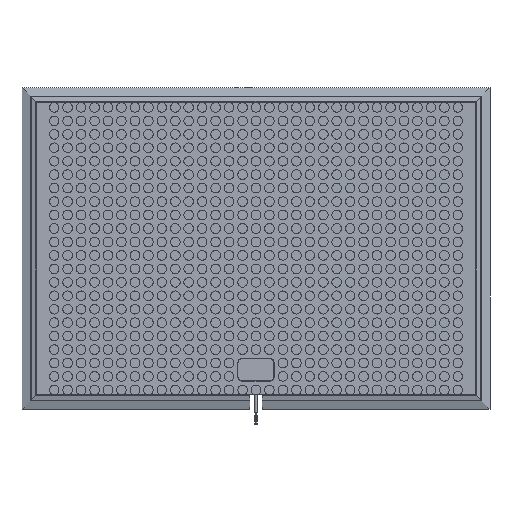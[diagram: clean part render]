
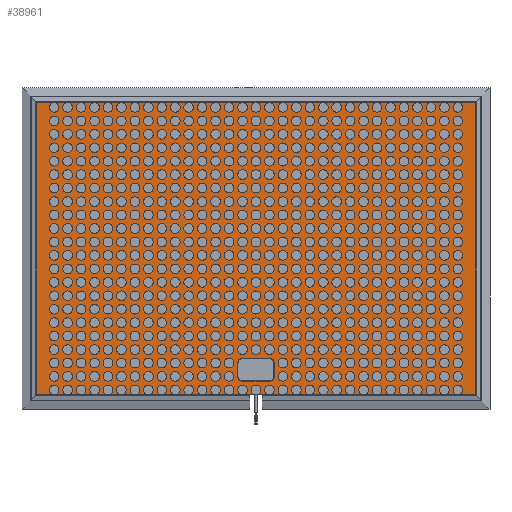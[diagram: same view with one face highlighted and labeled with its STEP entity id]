
A CAD part, front view. The second image highlights one B-rep face of the part: STEP entity #38961.
In plain terms, the highlighted face is planar.
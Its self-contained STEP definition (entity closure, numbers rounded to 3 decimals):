
#7 = CARTESIAN_POINT ( 'NONE',  ( -38., 12., -266.5 ) ) ;
#1499 = ORIENTED_EDGE ( 'NONE', *, *, #33723, .T. ) ;
#1633 = LINE ( 'NONE', #2053, #47476 ) ;
#2053 = CARTESIAN_POINT ( 'NONE',  ( -28., 12., -276.5 ) ) ;
#2688 = VERTEX_POINT ( 'NONE', #65114 ) ;
#4731 = DIRECTION ( 'NONE',  ( 0., -1., 0. ) ) ;
#6105 = AXIS2_PLACEMENT_3D ( 'NONE', #10596, #4731, #71402 ) ;
#6527 = LINE ( 'NONE', #43609, #31216 ) ;
#6663 = EDGE_CURVE ( 'NONE', #62290, #25995, #8310, .T. ) ;
#7767 = CIRCLE ( 'NONE', #26623, 10. ) ;
#7807 = EDGE_LOOP ( 'NONE', ( #17193, #55066, #56574, #19128, #67046, #40462, #60843, #74388 ) ) ;
#7992 = VECTOR ( 'NONE', #39918, 1000. ) ;
#8310 = LINE ( 'NONE', #32436, #39426 ) ;
#10596 = CARTESIAN_POINT ( 'NONE',  ( 0., 12., 0. ) ) ;
#11264 = EDGE_CURVE ( 'NONE', #66316, #34668, #47007, .T. ) ;
#11488 = CARTESIAN_POINT ( 'NONE',  ( -28., 12., -238.5 ) ) ;
#12346 = CIRCLE ( 'NONE', #62835, 10. ) ;
#14048 = VECTOR ( 'NONE', #42114, 1000. ) ;
#14138 = CARTESIAN_POINT ( 'NONE',  ( 28., 12., -266.5 ) ) ;
#14247 = CARTESIAN_POINT ( 'NONE',  ( -38., 12., -238.5 ) ) ;
#15026 = CARTESIAN_POINT ( 'NONE',  ( 28., 12., -276.5 ) ) ;
#15197 = VECTOR ( 'NONE', #46919, 1000. ) ;
#17193 = ORIENTED_EDGE ( 'NONE', *, *, #24864, .F. ) ;
#17477 = EDGE_CURVE ( 'NONE', #2688, #52126, #7767, .T. ) ;
#18027 = LINE ( 'NONE', #36611, #14048 ) ;
#18807 = EDGE_CURVE ( 'NONE', #37287, #2688, #44262, .T. ) ;
#19128 = ORIENTED_EDGE ( 'NONE', *, *, #48824, .F. ) ;
#21594 = EDGE_CURVE ( 'NONE', #74002, #37287, #57582, .T. ) ;
#22200 = EDGE_CURVE ( 'NONE', #25995, #40795, #6527, .T. ) ;
#22441 = LINE ( 'NONE', #46520, #15197 ) ;
#24864 = EDGE_CURVE ( 'NONE', #25675, #74002, #1633, .T. ) ;
#25675 = VERTEX_POINT ( 'NONE', #15026 ) ;
#25995 = VERTEX_POINT ( 'NONE', #74210 ) ;
#26036 = VERTEX_POINT ( 'NONE', #27959 ) ;
#26367 = DIRECTION ( 'NONE',  ( 0., 0., -1. ) ) ;
#26623 = AXIS2_PLACEMENT_3D ( 'NONE', #11488, #35216, #40709 ) ;
#27095 = EDGE_CURVE ( 'NONE', #52126, #49728, #18027, .T. ) ;
#27959 = CARTESIAN_POINT ( 'NONE',  ( 457., 12., 304.5 ) ) ;
#28983 = CARTESIAN_POINT ( 'NONE',  ( -28., 12., -228.5 ) ) ;
#29257 = CARTESIAN_POINT ( 'NONE',  ( -28., 12., -276.5 ) ) ;
#30781 = DIRECTION ( 'NONE',  ( 0., 0., 1. ) ) ;
#31115 = AXIS2_PLACEMENT_3D ( 'NONE', #75263, #63436, #51930 ) ;
#31166 = DIRECTION ( 'NONE',  ( 0., 1., 0. ) ) ;
#31216 = VECTOR ( 'NONE', #31418, 1000. ) ;
#31418 = DIRECTION ( 'NONE',  ( 0., 0., 1. ) ) ;
#31507 = CARTESIAN_POINT ( 'NONE',  ( -457., 12., 304.5 ) ) ;
#32436 = CARTESIAN_POINT ( 'NONE',  ( -457., 12., -304.5 ) ) ;
#33723 = EDGE_CURVE ( 'NONE', #26036, #62290, #61568, .T. ) ;
#34668 = VERTEX_POINT ( 'NONE', #73884 ) ;
#35216 = DIRECTION ( 'NONE',  ( 0., 1., 0. ) ) ;
#36533 = CARTESIAN_POINT ( 'NONE',  ( 38., 12., -238.5 ) ) ;
#36611 = CARTESIAN_POINT ( 'NONE',  ( -28., 12., -228.5 ) ) ;
#37287 = VERTEX_POINT ( 'NONE', #7 ) ;
#38061 = EDGE_LOOP ( 'NONE', ( #1499, #72861, #40501, #61914 ) ) ;
#38161 = CIRCLE ( 'NONE', #62139, 10. ) ;
#38961 = ADVANCED_FACE ( 'NONE', ( #58851, #64732 ), #47322, .F. ) ;
#39426 = VECTOR ( 'NONE', #50519, 1000. ) ;
#39918 = DIRECTION ( 'NONE',  ( 0., 0., -1. ) ) ;
#40462 = ORIENTED_EDGE ( 'NONE', *, *, #17477, .F. ) ;
#40501 = ORIENTED_EDGE ( 'NONE', *, *, #22200, .T. ) ;
#40709 = DIRECTION ( 'NONE',  ( 0., 0., -1. ) ) ;
#40795 = VERTEX_POINT ( 'NONE', #31507 ) ;
#42114 = DIRECTION ( 'NONE',  ( 1., 0., 0. ) ) ;
#43609 = CARTESIAN_POINT ( 'NONE',  ( -457., 12., 304.5 ) ) ;
#44262 = LINE ( 'NONE', #14247, #54736 ) ;
#44829 = EDGE_CURVE ( 'NONE', #34668, #25675, #12346, .T. ) ;
#45405 = DIRECTION ( 'NONE',  ( 0., 0., 1. ) ) ;
#46520 = CARTESIAN_POINT ( 'NONE',  ( -457., 12., 304.5 ) ) ;
#46919 = DIRECTION ( 'NONE',  ( 1., 0., 0. ) ) ;
#47007 = LINE ( 'NONE', #75846, #7992 ) ;
#47322 = PLANE ( 'NONE',  #6105 ) ;
#47476 = VECTOR ( 'NONE', #68330, 1000. ) ;
#47677 = EDGE_CURVE ( 'NONE', #40795, #26036, #22441, .T. ) ;
#48824 = EDGE_CURVE ( 'NONE', #49728, #66316, #38161, .T. ) ;
#49320 = CARTESIAN_POINT ( 'NONE',  ( 457., 12., -304.5 ) ) ;
#49728 = VERTEX_POINT ( 'NONE', #50755 ) ;
#50519 = DIRECTION ( 'NONE',  ( -1., 0., 0. ) ) ;
#50755 = CARTESIAN_POINT ( 'NONE',  ( 28., 12., -228.5 ) ) ;
#51930 = DIRECTION ( 'NONE',  ( 0., 0., -1. ) ) ;
#52126 = VERTEX_POINT ( 'NONE', #28983 ) ;
#54736 = VECTOR ( 'NONE', #45405, 1000. ) ;
#55066 = ORIENTED_EDGE ( 'NONE', *, *, #44829, .F. ) ;
#56574 = ORIENTED_EDGE ( 'NONE', *, *, #11264, .F. ) ;
#57582 = CIRCLE ( 'NONE', #31115, 10. ) ;
#58851 = FACE_BOUND ( 'NONE', #7807, .T. ) ;
#60843 = ORIENTED_EDGE ( 'NONE', *, *, #18807, .F. ) ;
#61568 = LINE ( 'NONE', #67856, #71143 ) ;
#61914 = ORIENTED_EDGE ( 'NONE', *, *, #47677, .T. ) ;
#61944 = DIRECTION ( 'NONE',  ( 0., 0., -1. ) ) ;
#61962 = CARTESIAN_POINT ( 'NONE',  ( 28., 12., -238.5 ) ) ;
#62139 = AXIS2_PLACEMENT_3D ( 'NONE', #61962, #31166, #30781 ) ;
#62290 = VERTEX_POINT ( 'NONE', #49320 ) ;
#62835 = AXIS2_PLACEMENT_3D ( 'NONE', #14138, #74569, #26367 ) ;
#63436 = DIRECTION ( 'NONE',  ( 0., 1., 0. ) ) ;
#64732 = FACE_OUTER_BOUND ( 'NONE', #38061, .T. ) ;
#65114 = CARTESIAN_POINT ( 'NONE',  ( -38., 12., -238.5 ) ) ;
#66316 = VERTEX_POINT ( 'NONE', #36533 ) ;
#67046 = ORIENTED_EDGE ( 'NONE', *, *, #27095, .F. ) ;
#67856 = CARTESIAN_POINT ( 'NONE',  ( 457., 12., 304.5 ) ) ;
#68330 = DIRECTION ( 'NONE',  ( -1., 0., 0. ) ) ;
#71143 = VECTOR ( 'NONE', #61944, 1000. ) ;
#71402 = DIRECTION ( 'NONE',  ( 0., 0., -1. ) ) ;
#72861 = ORIENTED_EDGE ( 'NONE', *, *, #6663, .T. ) ;
#73884 = CARTESIAN_POINT ( 'NONE',  ( 38., 12., -266.5 ) ) ;
#74002 = VERTEX_POINT ( 'NONE', #29257 ) ;
#74210 = CARTESIAN_POINT ( 'NONE',  ( -457., 12., -304.5 ) ) ;
#74388 = ORIENTED_EDGE ( 'NONE', *, *, #21594, .F. ) ;
#74569 = DIRECTION ( 'NONE',  ( 0., 1., 0. ) ) ;
#75263 = CARTESIAN_POINT ( 'NONE',  ( -28., 12., -266.5 ) ) ;
#75846 = CARTESIAN_POINT ( 'NONE',  ( 38., 12., -238.5 ) ) ;
